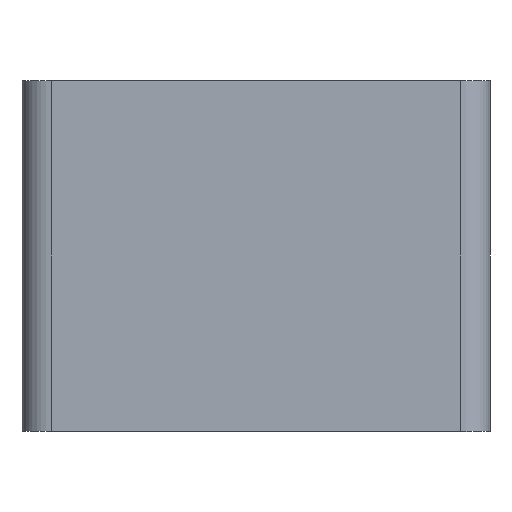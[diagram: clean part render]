
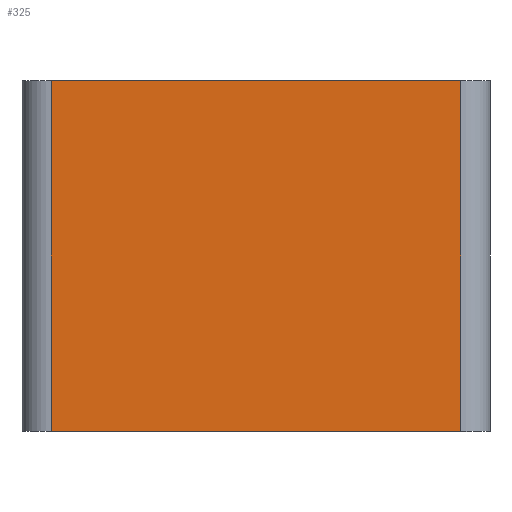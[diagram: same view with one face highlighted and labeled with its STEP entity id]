
A CAD part, left-side view. The second image highlights one B-rep face of the part: STEP entity #325.
In plain terms, the highlighted planar face has unit normal (-1, 0, 0).
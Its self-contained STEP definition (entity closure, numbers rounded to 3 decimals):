
#7 = ORIENTED_EDGE ( 'NONE', *, *, #618, .T. ) ;
#9 = EDGE_CURVE ( 'NONE', #438, #236, #217, .T. ) ;
#24 = EDGE_CURVE ( 'NONE', #847, #747, #935, .T. ) ;
#61 = VECTOR ( 'NONE', #774, 1000. ) ;
#175 = LINE ( 'NONE', #182, #61 ) ;
#180 = CARTESIAN_POINT ( 'NONE',  ( -0.8, -0.35, 0.6 ) ) ;
#182 = CARTESIAN_POINT ( 'NONE',  ( -0.8, -0.4, 0. ) ) ;
#212 = CARTESIAN_POINT ( 'NONE',  ( -0.8, 0.35, 0.6 ) ) ;
#217 = LINE ( 'NONE', #488, #328 ) ;
#236 = VERTEX_POINT ( 'NONE', #180 ) ;
#242 = DIRECTION ( 'NONE',  ( 0., 1., 0. ) ) ;
#317 = FACE_OUTER_BOUND ( 'NONE', #590, .T. ) ;
#325 = ADVANCED_FACE ( 'NONE', ( #317 ), #609, .F. ) ;
#328 = VECTOR ( 'NONE', #858, 1000. ) ;
#370 = DIRECTION ( 'NONE',  ( 0., 0., -1. ) ) ;
#407 = CARTESIAN_POINT ( 'NONE',  ( -0.8, -0.35, 0. ) ) ;
#412 = LINE ( 'NONE', #780, #593 ) ;
#420 = CARTESIAN_POINT ( 'NONE',  ( -0.8, 0.35, 0.6 ) ) ;
#438 = VERTEX_POINT ( 'NONE', #407 ) ;
#488 = CARTESIAN_POINT ( 'NONE',  ( -0.8, -0.35, 0.6 ) ) ;
#490 = DIRECTION ( 'NONE',  ( 0., -1., 0. ) ) ;
#516 = VECTOR ( 'NONE', #370, 1000. ) ;
#590 = EDGE_LOOP ( 'NONE', ( #732, #820, #7, #681 ) ) ;
#593 = VECTOR ( 'NONE', #490, 1000. ) ;
#609 = PLANE ( 'NONE',  #710 ) ;
#618 = EDGE_CURVE ( 'NONE', #747, #438, #175, .T. ) ;
#681 = ORIENTED_EDGE ( 'NONE', *, *, #9, .T. ) ;
#710 = AXIS2_PLACEMENT_3D ( 'NONE', #896, #884, #242 ) ;
#732 = ORIENTED_EDGE ( 'NONE', *, *, #886, .F. ) ;
#742 = CARTESIAN_POINT ( 'NONE',  ( -0.8, 0.35, 0. ) ) ;
#747 = VERTEX_POINT ( 'NONE', #742 ) ;
#774 = DIRECTION ( 'NONE',  ( 0., -1., 0. ) ) ;
#780 = CARTESIAN_POINT ( 'NONE',  ( -0.8, -0.4, 0.6 ) ) ;
#820 = ORIENTED_EDGE ( 'NONE', *, *, #24, .T. ) ;
#847 = VERTEX_POINT ( 'NONE', #420 ) ;
#858 = DIRECTION ( 'NONE',  ( 0., 0., 1. ) ) ;
#884 = DIRECTION ( 'NONE',  ( 1., 0., 0. ) ) ;
#886 = EDGE_CURVE ( 'NONE', #847, #236, #412, .T. ) ;
#896 = CARTESIAN_POINT ( 'NONE',  ( -0.8, -0.4, 0.6 ) ) ;
#935 = LINE ( 'NONE', #212, #516 ) ;
